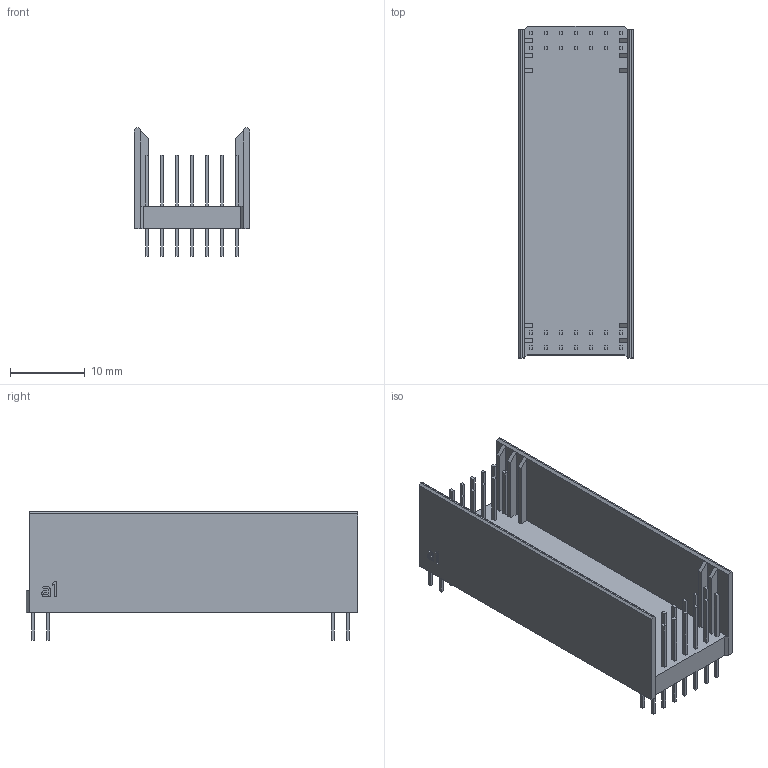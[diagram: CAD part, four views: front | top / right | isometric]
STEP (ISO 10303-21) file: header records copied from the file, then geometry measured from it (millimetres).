
FILE_DESCRIPTION((''),'2;1');
FILE_NAME('ERNI_914796.stp','2014-07-18T14:50:43',(''),(''),'Mechanical Desktop 2011','Mechanical Desktop 2011',', , ');
FILE_SCHEMA(('AUTOMOTIVE_DESIGN { 1 2 10303 214 1 1 1 1 }'));
Length unit declared in the file: millimetre
Products named in the file (1): Product
Bounding box: 15.4 x 44.3 x 17.15 mm (x, y, z)
Volume: 2860.9 mm3; surface area: 4389 mm2
Topology: 67 solids, 67 shells, 454 faces, 949 edges, 632 vertices
Faces by surface type: plane 341, bspline 113
Entity records: 12308 total; most frequent: CARTESIAN_POINT 2941, ORIENTED_EDGE 1898, DIRECTION 1599, EDGE_CURVE 949, VECTOR 915, LINE 915, VERTEX_POINT 632, EDGE_LOOP 457
